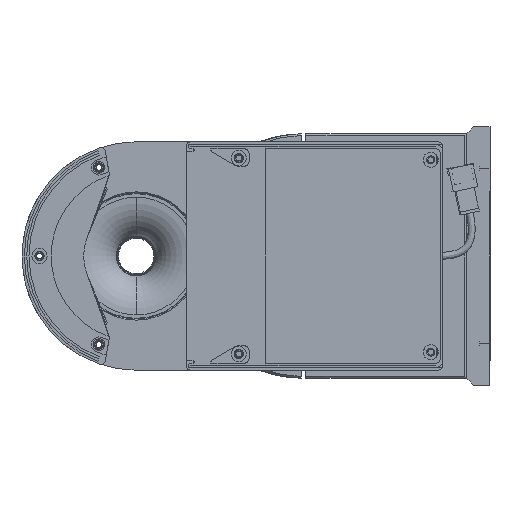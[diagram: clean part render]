
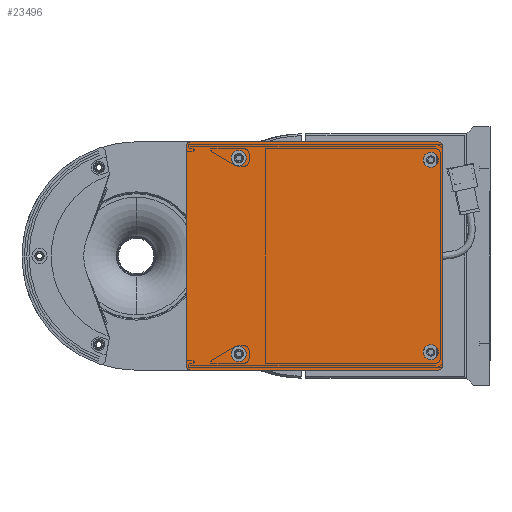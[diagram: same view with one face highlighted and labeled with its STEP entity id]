
A CAD part, front view. The second image highlights one B-rep face of the part: STEP entity #23496.
In plain terms, the highlighted planar face has unit normal (0, -1, 0).
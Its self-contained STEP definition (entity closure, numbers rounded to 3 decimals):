
#540 = CIRCLE ( 'NONE', #6278, 3.25 ) ;
#667 = EDGE_CURVE ( 'NONE', #1014, #26420, #22092, .T. ) ;
#848 = LINE ( 'NONE', #7756, #968 ) ;
#968 = VECTOR ( 'NONE', #10030, 1000. ) ;
#1014 = VERTEX_POINT ( 'NONE', #2779 ) ;
#1038 = EDGE_CURVE ( 'NONE', #25588, #3718, #16463, .T. ) ;
#1065 = LINE ( 'NONE', #28242, #1154 ) ;
#1112 = ORIENTED_EDGE ( 'NONE', *, *, #2049, .F. ) ;
#1154 = VECTOR ( 'NONE', #14635, 1000. ) ;
#1218 = AXIS2_PLACEMENT_3D ( 'NONE', #18117, #8757, #27326 ) ;
#1289 = DIRECTION ( 'NONE',  ( 0., 0., -1. ) ) ;
#1696 = DIRECTION ( 'NONE',  ( -1., 0., 0. ) ) ;
#1742 = EDGE_CURVE ( 'NONE', #5639, #2488, #5796, .T. ) ;
#1913 = CARTESIAN_POINT ( 'NONE',  ( 40.75, -22.996, -42. ) ) ;
#1982 = EDGE_CURVE ( 'NONE', #22596, #12501, #9227, .T. ) ;
#2049 = EDGE_CURVE ( 'NONE', #3500, #21582, #18377, .T. ) ;
#2209 = CARTESIAN_POINT ( 'NONE',  ( 126.393, -22.996, 41.25 ) ) ;
#2488 = VERTEX_POINT ( 'NONE', #18728 ) ;
#2779 = CARTESIAN_POINT ( 'NONE',  ( 21.393, -22.996, 47. ) ) ;
#3166 = CIRCLE ( 'NONE', #20013, 2. ) ;
#3465 = AXIS2_PLACEMENT_3D ( 'NONE', #28129, #14092, #7588 ) ;
#3500 = VERTEX_POINT ( 'NONE', #19646 ) ;
#3718 = VERTEX_POINT ( 'NONE', #9679 ) ;
#3764 = CARTESIAN_POINT ( 'NONE',  ( 129.393, -22.996, -47. ) ) ;
#3949 = DIRECTION ( 'NONE',  ( 0., -1., 0. ) ) ;
#4024 = EDGE_CURVE ( 'NONE', #10354, #5639, #15932, .T. ) ;
#4458 = ORIENTED_EDGE ( 'NONE', *, *, #1038, .T. ) ;
#4544 = EDGE_LOOP ( 'NONE', ( #18673, #16915 ) ) ;
#4754 = ORIENTED_EDGE ( 'NONE', *, *, #1982, .F. ) ;
#5639 = VERTEX_POINT ( 'NONE', #10112 ) ;
#5796 = LINE ( 'NONE', #17264, #8220 ) ;
#6119 = DIRECTION ( 'NONE',  ( -1., 0., 0. ) ) ;
#6209 = CARTESIAN_POINT ( 'NONE',  ( 126.393, -22.996, -41.25 ) ) ;
#6278 = AXIS2_PLACEMENT_3D ( 'NONE', #6209, #3949, #1696 ) ;
#6452 = ORIENTED_EDGE ( 'NONE', *, *, #667, .T. ) ;
#6711 = EDGE_CURVE ( 'NONE', #23298, #13297, #19025, .T. ) ;
#6872 = CARTESIAN_POINT ( 'NONE',  ( 21.393, -22.996, -47. ) ) ;
#7285 = CARTESIAN_POINT ( 'NONE',  ( 129.643, -22.996, 41.25 ) ) ;
#7588 = DIRECTION ( 'NONE',  ( -1., 0., 0. ) ) ;
#7756 = CARTESIAN_POINT ( 'NONE',  ( 131.393, -22.996, -49. ) ) ;
#8007 = CARTESIAN_POINT ( 'NONE',  ( 23.393, -22.996, -49. ) ) ;
#8220 = VECTOR ( 'NONE', #22398, 1000. ) ;
#8296 = DIRECTION ( 'NONE',  ( -1., 0., 0. ) ) ;
#8757 = DIRECTION ( 'NONE',  ( 0., -1., 0. ) ) ;
#9150 = EDGE_LOOP ( 'NONE', ( #14537, #4754 ) ) ;
#9227 = CIRCLE ( 'NONE', #16473, 3.25 ) ;
#9679 = CARTESIAN_POINT ( 'NONE',  ( 131.393, -22.996, -47. ) ) ;
#9975 = ORIENTED_EDGE ( 'NONE', *, *, #13093, .T. ) ;
#10030 = DIRECTION ( 'NONE',  ( 0., 0., 1. ) ) ;
#10112 = CARTESIAN_POINT ( 'NONE',  ( 129.393, -22.996, 49. ) ) ;
#10232 = ORIENTED_EDGE ( 'NONE', *, *, #4024, .T. ) ;
#10354 = VERTEX_POINT ( 'NONE', #20678 ) ;
#10496 = EDGE_CURVE ( 'NONE', #15536, #25588, #1065, .T. ) ;
#10997 = DIRECTION ( 'NONE',  ( -1., 0., 0. ) ) ;
#11127 = AXIS2_PLACEMENT_3D ( 'NONE', #22883, #22439, #13521 ) ;
#11281 = CARTESIAN_POINT ( 'NONE',  ( 47.25, -22.996, 42. ) ) ;
#11306 = AXIS2_PLACEMENT_3D ( 'NONE', #24155, #28982, #8296 ) ;
#11479 = FACE_BOUND ( 'NONE', #4544, .T. ) ;
#11591 = DIRECTION ( 'NONE',  ( 0., -1., 0. ) ) ;
#11663 = DIRECTION ( 'NONE',  ( -1., 0., 0. ) ) ;
#11866 = CARTESIAN_POINT ( 'NONE',  ( 123.143, -22.996, -41.25 ) ) ;
#11980 = VERTEX_POINT ( 'NONE', #16568 ) ;
#12046 = DIRECTION ( 'NONE',  ( -1., 0., 0. ) ) ;
#12501 = VERTEX_POINT ( 'NONE', #29115 ) ;
#12535 = ORIENTED_EDGE ( 'NONE', *, *, #10496, .T. ) ;
#12561 = EDGE_CURVE ( 'NONE', #21582, #3500, #26954, .T. ) ;
#12596 = AXIS2_PLACEMENT_3D ( 'NONE', #3764, #22616, #10997 ) ;
#13057 = CARTESIAN_POINT ( 'NONE',  ( 23.393, -22.996, 47. ) ) ;
#13093 = EDGE_CURVE ( 'NONE', #3718, #10354, #848, .T. ) ;
#13267 = ORIENTED_EDGE ( 'NONE', *, *, #24253, .T. ) ;
#13297 = VERTEX_POINT ( 'NONE', #7285 ) ;
#13521 = DIRECTION ( 'NONE',  ( -1., 0., 0. ) ) ;
#13586 = FACE_BOUND ( 'NONE', #9150, .T. ) ;
#13853 = CARTESIAN_POINT ( 'NONE',  ( 126.393, -22.996, -41.25 ) ) ;
#13937 = DIRECTION ( 'NONE',  ( 0., -1., 0. ) ) ;
#14081 = DIRECTION ( 'NONE',  ( 0., -1., 0. ) ) ;
#14092 = DIRECTION ( 'NONE',  ( 0., -1., 0. ) ) ;
#14403 = CARTESIAN_POINT ( 'NONE',  ( 123.143, -22.996, 41.25 ) ) ;
#14536 = AXIS2_PLACEMENT_3D ( 'NONE', #29639, #14081, #11663 ) ;
#14537 = ORIENTED_EDGE ( 'NONE', *, *, #24675, .F. ) ;
#14635 = DIRECTION ( 'NONE',  ( 1., 0., 0. ) ) ;
#15536 = VERTEX_POINT ( 'NONE', #8007 ) ;
#15932 = CIRCLE ( 'NONE', #26053, 2. ) ;
#16123 = CARTESIAN_POINT ( 'NONE',  ( 44., -22.996, -42. ) ) ;
#16176 = AXIS2_PLACEMENT_3D ( 'NONE', #2209, #17583, #26804 ) ;
#16463 = CIRCLE ( 'NONE', #12596, 2. ) ;
#16473 = AXIS2_PLACEMENT_3D ( 'NONE', #20717, #13937, #17851 ) ;
#16568 = CARTESIAN_POINT ( 'NONE',  ( 129.643, -22.996, -41.25 ) ) ;
#16915 = ORIENTED_EDGE ( 'NONE', *, *, #28122, .F. ) ;
#17264 = CARTESIAN_POINT ( 'NONE',  ( 131.393, -22.996, 49. ) ) ;
#17567 = EDGE_CURVE ( 'NONE', #13297, #23298, #26771, .T. ) ;
#17583 = DIRECTION ( 'NONE',  ( 0., -1., 0. ) ) ;
#17851 = DIRECTION ( 'NONE',  ( -1., 0., 0. ) ) ;
#18117 = CARTESIAN_POINT ( 'NONE',  ( 250., -22.996, 0. ) ) ;
#18306 = ORIENTED_EDGE ( 'NONE', *, *, #6711, .F. ) ;
#18377 = CIRCLE ( 'NONE', #3465, 3.25 ) ;
#18389 = EDGE_LOOP ( 'NONE', ( #18306, #22175 ) ) ;
#18673 = ORIENTED_EDGE ( 'NONE', *, *, #24007, .F. ) ;
#18728 = CARTESIAN_POINT ( 'NONE',  ( 23.393, -22.996, 49. ) ) ;
#19025 = CIRCLE ( 'NONE', #11306, 3.25 ) ;
#19377 = CARTESIAN_POINT ( 'NONE',  ( 21.393, -22.996, -55. ) ) ;
#19646 = CARTESIAN_POINT ( 'NONE',  ( 47.25, -22.996, -42. ) ) ;
#20013 = AXIS2_PLACEMENT_3D ( 'NONE', #13057, #26946, #6119 ) ;
#20222 = PLANE ( 'NONE',  #1218 ) ;
#20678 = CARTESIAN_POINT ( 'NONE',  ( 131.393, -22.996, 47. ) ) ;
#20717 = CARTESIAN_POINT ( 'NONE',  ( 44., -22.996, 42. ) ) ;
#21369 = EDGE_LOOP ( 'NONE', ( #23107, #13267, #6452, #22284, #12535, #4458, #9975, #10232 ) ) ;
#21582 = VERTEX_POINT ( 'NONE', #1913 ) ;
#21684 = ORIENTED_EDGE ( 'NONE', *, *, #12561, .F. ) ;
#21729 = VERTEX_POINT ( 'NONE', #11866 ) ;
#22044 = EDGE_LOOP ( 'NONE', ( #21684, #1112 ) ) ;
#22092 = LINE ( 'NONE', #19377, #24627 ) ;
#22175 = ORIENTED_EDGE ( 'NONE', *, *, #17567, .F. ) ;
#22284 = ORIENTED_EDGE ( 'NONE', *, *, #28462, .T. ) ;
#22347 = FACE_BOUND ( 'NONE', #22044, .T. ) ;
#22398 = DIRECTION ( 'NONE',  ( -1., 0., 0. ) ) ;
#22439 = DIRECTION ( 'NONE',  ( 0., -1., 0. ) ) ;
#22544 = CARTESIAN_POINT ( 'NONE',  ( 129.393, -22.996, 47. ) ) ;
#22596 = VERTEX_POINT ( 'NONE', #11281 ) ;
#22616 = DIRECTION ( 'NONE',  ( 0., -1., 0. ) ) ;
#22883 = CARTESIAN_POINT ( 'NONE',  ( 23.393, -22.996, -47. ) ) ;
#22908 = DIRECTION ( 'NONE',  ( -1., 0., 0. ) ) ;
#23107 = ORIENTED_EDGE ( 'NONE', *, *, #1742, .T. ) ;
#23298 = VERTEX_POINT ( 'NONE', #14403 ) ;
#23496 = ADVANCED_FACE ( 'NONE', ( #22347, #13586, #11479, #27468, #29746 ), #20222, .T. ) ;
#24007 = EDGE_CURVE ( 'NONE', #21729, #11980, #29643, .T. ) ;
#24155 = CARTESIAN_POINT ( 'NONE',  ( 126.393, -22.996, 41.25 ) ) ;
#24253 = EDGE_CURVE ( 'NONE', #2488, #1014, #3166, .T. ) ;
#24627 = VECTOR ( 'NONE', #1289, 1000. ) ;
#24675 = EDGE_CURVE ( 'NONE', #12501, #22596, #25610, .T. ) ;
#25218 = CARTESIAN_POINT ( 'NONE',  ( 129.393, -22.996, -49. ) ) ;
#25588 = VERTEX_POINT ( 'NONE', #25218 ) ;
#25610 = CIRCLE ( 'NONE', #14536, 3.25 ) ;
#26053 = AXIS2_PLACEMENT_3D ( 'NONE', #22544, #27068, #27229 ) ;
#26082 = CIRCLE ( 'NONE', #11127, 2. ) ;
#26420 = VERTEX_POINT ( 'NONE', #6872 ) ;
#26771 = CIRCLE ( 'NONE', #16176, 3.25 ) ;
#26804 = DIRECTION ( 'NONE',  ( -1., 0., 0. ) ) ;
#26946 = DIRECTION ( 'NONE',  ( 0., -1., 0. ) ) ;
#26954 = CIRCLE ( 'NONE', #29369, 3.25 ) ;
#27068 = DIRECTION ( 'NONE',  ( 0., -1., 0. ) ) ;
#27229 = DIRECTION ( 'NONE',  ( -1., 0., 0. ) ) ;
#27326 = DIRECTION ( 'NONE',  ( -1., 0., 0. ) ) ;
#27468 = FACE_BOUND ( 'NONE', #18389, .T. ) ;
#28122 = EDGE_CURVE ( 'NONE', #11980, #21729, #540, .T. ) ;
#28129 = CARTESIAN_POINT ( 'NONE',  ( 44., -22.996, -42. ) ) ;
#28196 = DIRECTION ( 'NONE',  ( 0., -1., 0. ) ) ;
#28242 = CARTESIAN_POINT ( 'NONE',  ( 15.667, -22.996, -49. ) ) ;
#28462 = EDGE_CURVE ( 'NONE', #26420, #15536, #26082, .T. ) ;
#28982 = DIRECTION ( 'NONE',  ( 0., -1., 0. ) ) ;
#29115 = CARTESIAN_POINT ( 'NONE',  ( 40.75, -22.996, 42. ) ) ;
#29184 = AXIS2_PLACEMENT_3D ( 'NONE', #13853, #28196, #22908 ) ;
#29369 = AXIS2_PLACEMENT_3D ( 'NONE', #16123, #11591, #12046 ) ;
#29639 = CARTESIAN_POINT ( 'NONE',  ( 44., -22.996, 42. ) ) ;
#29643 = CIRCLE ( 'NONE', #29184, 3.25 ) ;
#29746 = FACE_OUTER_BOUND ( 'NONE', #21369, .T. ) ;
